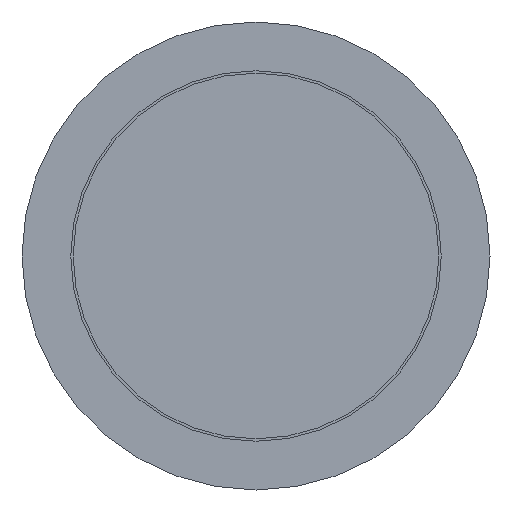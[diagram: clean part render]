
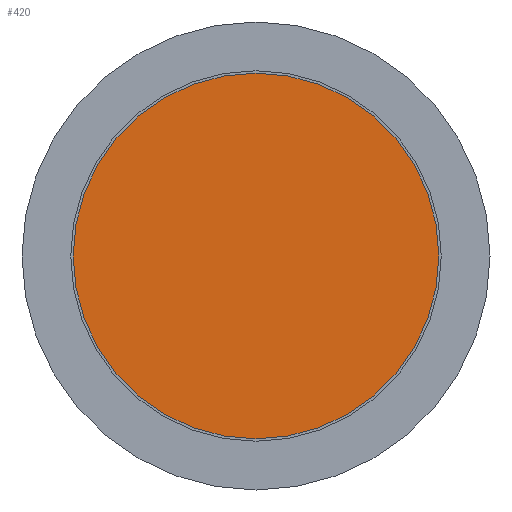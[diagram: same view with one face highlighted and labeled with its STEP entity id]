
A CAD part, front view. The second image highlights one B-rep face of the part: STEP entity #420.
In plain terms, the highlighted planar face has unit normal (0, -1, 0).
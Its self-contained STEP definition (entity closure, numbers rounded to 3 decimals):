
#25 = DIRECTION ( 'NONE',  ( 0., 0., -1. ) ) ;
#36 = EDGE_CURVE ( 'NONE', #79, #79, #184, .T. ) ;
#55 = FACE_OUTER_BOUND ( 'NONE', #122, .T. ) ;
#79 = VERTEX_POINT ( 'NONE', #119 ) ;
#86 = AXIS2_PLACEMENT_3D ( 'NONE', #110, #105, #25 ) ;
#103 = ORIENTED_EDGE ( 'NONE', *, *, #36, .T. ) ;
#105 = DIRECTION ( 'NONE',  ( 0., -1., 0. ) ) ;
#110 = CARTESIAN_POINT ( 'NONE',  ( 0., 0., 0. ) ) ;
#119 = CARTESIAN_POINT ( 'NONE',  ( 0., 0., -18.75 ) ) ;
#122 = EDGE_LOOP ( 'NONE', ( #103 ) ) ;
#184 = CIRCLE ( 'NONE', #86, 18.75 ) ;
#264 = DIRECTION ( 'NONE',  ( 0., 0., 1. ) ) ;
#307 = AXIS2_PLACEMENT_3D ( 'NONE', #468, #430, #264 ) ;
#420 = ADVANCED_FACE ( 'NONE', ( #55 ), #519, .F. ) ;
#430 = DIRECTION ( 'NONE',  ( 0., 1., 0. ) ) ;
#468 = CARTESIAN_POINT ( 'NONE',  ( -18.75, 0., 0. ) ) ;
#519 = PLANE ( 'NONE',  #307 ) ;
